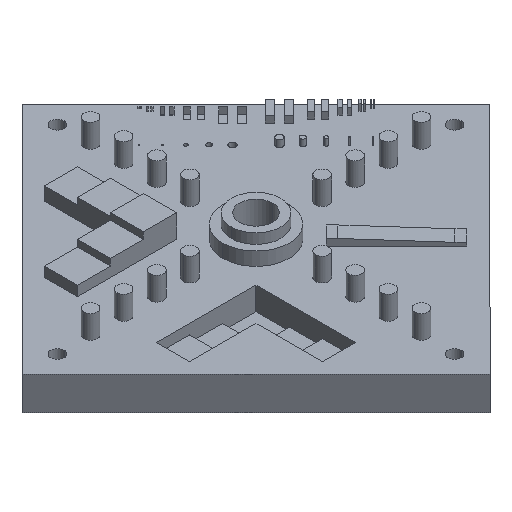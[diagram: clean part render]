
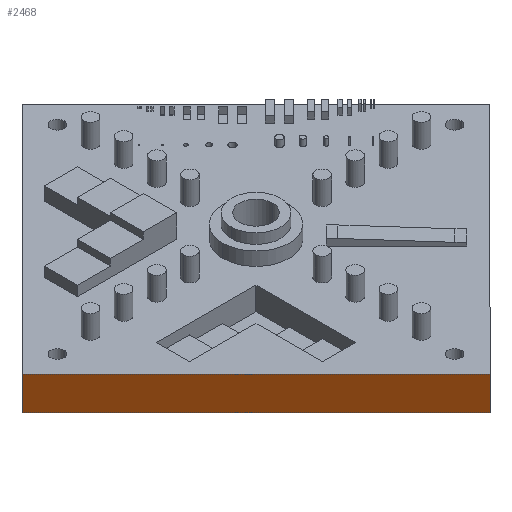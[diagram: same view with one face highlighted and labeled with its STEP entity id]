
A CAD part, isometric view. The second image highlights one B-rep face of the part: STEP entity #2468.
In plain terms, the highlighted planar face has unit normal (-0.707, -0.707, 0).
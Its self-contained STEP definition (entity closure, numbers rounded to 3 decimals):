
#459 = VERTEX_POINT ( 'NONE', #3590 ) ;
#471 = EDGE_CURVE ( 'NONE', #472, #459, #3613, .T. ) ;
#472 = VERTEX_POINT ( 'NONE', #3606 ) ;
#2468 = ADVANCED_FACE ( 'NONE', ( #6938 ), #6953, .F. ) ;
#2469 = ORIENTED_EDGE ( 'NONE', *, *, #2470, .F. ) ;
#2470 = EDGE_CURVE ( 'NONE', #459, #2478, #6990, .T. ) ;
#2476 = EDGE_LOOP ( 'NONE', ( #2535, #2469, #2524, #2523 ) ) ;
#2477 = EDGE_CURVE ( 'NONE', #472, #2495, #6978, .T. ) ;
#2478 = VERTEX_POINT ( 'NONE', #6935 ) ;
#2484 = EDGE_CURVE ( 'NONE', #2495, #2478, #6970, .T. ) ;
#2495 = VERTEX_POINT ( 'NONE', #7007 ) ;
#2523 = ORIENTED_EDGE ( 'NONE', *, *, #2477, .T. ) ;
#2524 = ORIENTED_EDGE ( 'NONE', *, *, #471, .F. ) ;
#2535 = ORIENTED_EDGE ( 'NONE', *, *, #2484, .T. ) ;
#3590 = CARTESIAN_POINT ( 'NONE',  ( 0., -70.711, 10. ) ) ;
#3603 = DIRECTION ( 'NONE',  ( 0.707, -0.707, 0. ) ) ;
#3604 = VECTOR ( 'NONE', #3603, 1000. ) ;
#3606 = CARTESIAN_POINT ( 'NONE',  ( -70.711, 0., 10. ) ) ;
#3612 = CARTESIAN_POINT ( 'NONE',  ( -70.711, 0., 10. ) ) ;
#3613 = LINE ( 'NONE', #3612, #3604 ) ;
#6935 = CARTESIAN_POINT ( 'NONE',  ( 0., -70.711, 0. ) ) ;
#6938 = FACE_OUTER_BOUND ( 'NONE', #2476, .T. ) ;
#6942 = AXIS2_PLACEMENT_3D ( 'NONE', #6993, #6992, #6991 ) ;
#6953 = PLANE ( 'NONE',  #6942 ) ;
#6967 = DIRECTION ( 'NONE',  ( 0.707, -0.707, 0. ) ) ;
#6968 = VECTOR ( 'NONE', #6967, 1000. ) ;
#6969 = CARTESIAN_POINT ( 'NONE',  ( -70.711, 0., 0. ) ) ;
#6970 = LINE ( 'NONE', #6969, #6968 ) ;
#6975 = DIRECTION ( 'NONE',  ( 0., 0., -1. ) ) ;
#6976 = VECTOR ( 'NONE', #6975, 1000. ) ;
#6977 = CARTESIAN_POINT ( 'NONE',  ( -70.711, 0., 10. ) ) ;
#6978 = LINE ( 'NONE', #6977, #6976 ) ;
#6987 = DIRECTION ( 'NONE',  ( 0., 0., -1. ) ) ;
#6988 = VECTOR ( 'NONE', #6987, 1000. ) ;
#6989 = CARTESIAN_POINT ( 'NONE',  ( 0., -70.711, 10. ) ) ;
#6990 = LINE ( 'NONE', #6989, #6988 ) ;
#6991 = DIRECTION ( 'NONE',  ( -0.707, 0.707, 0. ) ) ;
#6992 = DIRECTION ( 'NONE',  ( 0.707, 0.707, 0. ) ) ;
#6993 = CARTESIAN_POINT ( 'NONE',  ( -70.711, 0., 10. ) ) ;
#7007 = CARTESIAN_POINT ( 'NONE',  ( -70.711, 0., 0. ) ) ;
